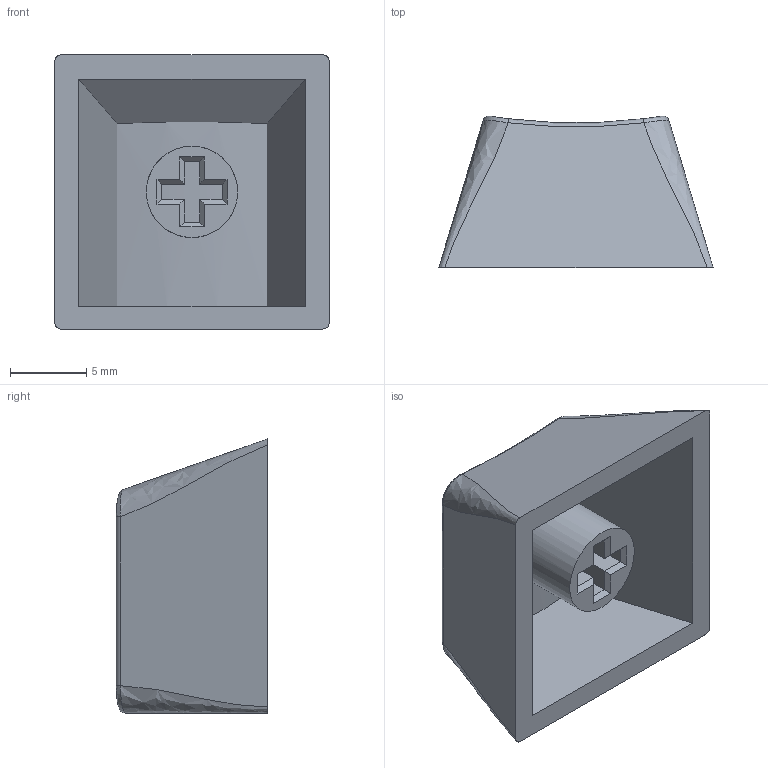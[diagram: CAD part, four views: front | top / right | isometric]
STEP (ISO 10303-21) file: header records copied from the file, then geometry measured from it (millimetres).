
FILE_DESCRIPTION(('CAx-IF Rec.Pracs.---Model Styling and Organization---1.5---2016-08-15','CAx-IF Rec.Pracs.---Geometric and Assembly Validation Properties---4.4---2016-08-17','CAx-IF Rec.Pracs.---User Defined Attributes---1.5---2016-08-15','CAx-IF Rec.Pracs.---External References---2.1---2005-01-19'),'2;1');
FILE_NAME('pause_mono.stp','2020-02-20T16:50:30',('Unspecified'),('Unspecified'),'CAD Exchanger 3.7.1 (cadexchanger.com)','Unspecified','');
FILE_SCHEMA(('AUTOMOTIVE_DESIGN { 1 0 10303 214 1 1 1 1 }'));
Length unit declared in the file: millimetre
Products named in the file (1): pause_mono
Bounding box: 18 x 9.95 x 18 mm (x, y, z)
Volume: 1162.3 mm3; surface area: 1695.4 mm2
Topology: 1 solids, 1 shells, 58 faces, 194 edges, 149 vertices
Faces by surface type: plane 34, cylinder 14, bspline 9, torus 1
Full cylindrical faces by diameter (mm): 6 x1
Entity records: 4813 total; most frequent: CARTESIAN_POINT 2798, ORIENTED_EDGE 388, DIRECTION 224, EDGE_CURVE 194, VERTEX_POINT 149, B_SPLINE_CURVE_WITH_KNOTS 95, AXIS2_PLACEMENT_3D 75, LINE 74
